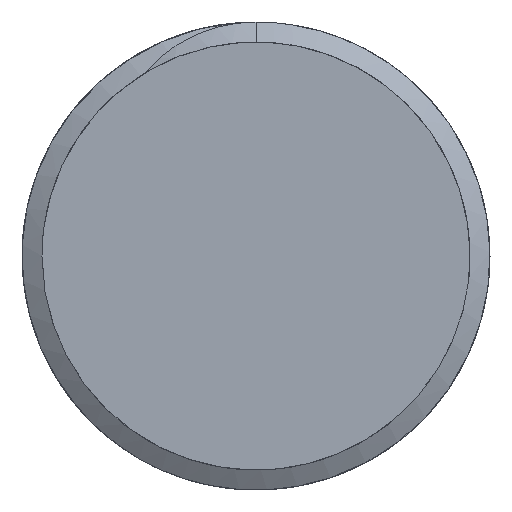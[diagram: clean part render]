
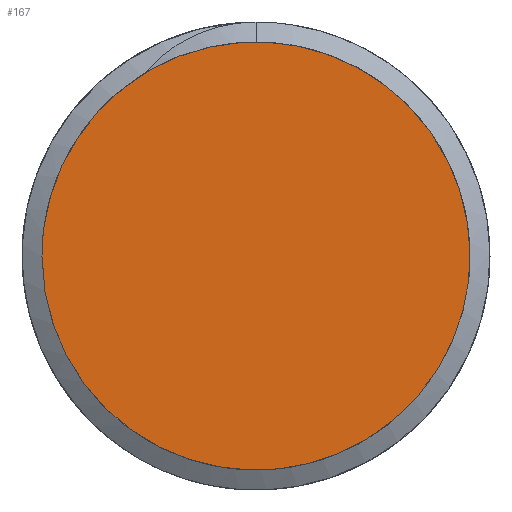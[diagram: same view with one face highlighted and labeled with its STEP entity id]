
A CAD part, left-side view. The second image highlights one B-rep face of the part: STEP entity #167.
In plain terms, the highlighted free-form (B-spline) face has degree [1, 1] with [2, 2] control points.
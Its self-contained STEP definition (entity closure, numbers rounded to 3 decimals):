
#167 = ADVANCED_FACE('',(#168),#186,.T.);
#168 = FACE_BOUND('',#169,.T.);
#169 = EDGE_LOOP('',(#170));
#170 = ORIENTED_EDGE('',*,*,#171,.T.);
#171 = EDGE_CURVE('',#172,#172,#174,.T.);
#172 = VERTEX_POINT('',#173);
#173 = CARTESIAN_POINT('',(0.,8.35,0.));
#174 = SURFACE_CURVE('',#175,(#185,#219),.PCURVE_S1.);
#175 = ( BOUNDED_CURVE() B_SPLINE_CURVE(2,(#176,#177,#178,#179,#180,#181
,#182,#183,#184),.UNSPECIFIED.,.T.,.F.) B_SPLINE_CURVE_WITH_KNOTS((1,2,2
,2,2,2,1),(-0.25,0.,0.25,0.5,0.75,1.,1.25),.UNSPECIFIED.) CURVE() 
GEOMETRIC_REPRESENTATION_ITEM() RATIONAL_B_SPLINE_CURVE((1.,
    0.707,1.,0.707,1.,0.707,1.,0.707
,1.)) REPRESENTATION_ITEM('') );
#176 = CARTESIAN_POINT('',(0.,8.35,0.));
#177 = CARTESIAN_POINT('',(0.,8.35,-8.35));
#178 = CARTESIAN_POINT('',(0.,0.,-8.35));
#179 = CARTESIAN_POINT('',(0.,-8.35,-8.35));
#180 = CARTESIAN_POINT('',(0.,-8.35,0.));
#181 = CARTESIAN_POINT('',(0.,-8.35,8.35));
#182 = CARTESIAN_POINT('',(0.,0.,8.35));
#183 = CARTESIAN_POINT('',(0.,8.35,8.35));
#184 = CARTESIAN_POINT('',(0.,8.35,0.));
#185 = PCURVE('',#186,#191);
#186 = B_SPLINE_SURFACE_WITH_KNOTS('',1,1,(
    (#187,#188)
    ,(#189,#190
    )),.UNSPECIFIED.,.F.,.F.,.F.,(2,2),(2,2),(-1.,2.),(-1.,2.),
  .PIECEWISE_BEZIER_KNOTS.);
#187 = CARTESIAN_POINT('',(0.,-25.05,25.05));
#188 = CARTESIAN_POINT('',(0.,-25.05,-25.05));
#189 = CARTESIAN_POINT('',(0.,25.05,25.05));
#190 = CARTESIAN_POINT('',(0.,25.05,-25.05));
#191 = DEFINITIONAL_REPRESENTATION('',(#192),#218);
#192 = B_SPLINE_CURVE_WITH_KNOTS('',3,(#193,#194,#195,#196,#197,#198,
    #199,#200,#201,#202,#203,#204,#205,#206,#207,#208,#209,#210,#211,
    #212,#213,#214,#215,#216,#217),.UNSPECIFIED.,.T.,.F.,(4,1,1,1,1,1,1,
    1,1,1,1,1,1,1,1,1,1,1,1,1,1,1,4),(0.,0.045,
    0.091,0.136,0.182,0.227,
    0.273,0.318,0.364,0.409,
    0.455,0.5,0.545,0.591,0.636,
    0.682,0.727,0.773,0.818,
    0.864,0.909,0.955,1.),
  .QUASI_UNIFORM_KNOTS.);
#193 = CARTESIAN_POINT('',(1.,0.5));
#194 = CARTESIAN_POINT('',(1.001,0.543));
#195 = CARTESIAN_POINT('',(0.988,0.633));
#196 = CARTESIAN_POINT('',(0.93,0.769));
#197 = CARTESIAN_POINT('',(0.831,0.885));
#198 = CARTESIAN_POINT('',(0.702,0.965));
#199 = CARTESIAN_POINT('',(0.564,1.002));
#200 = CARTESIAN_POINT('',(0.436,1.002));
#201 = CARTESIAN_POINT('',(0.298,0.965));
#202 = CARTESIAN_POINT('',(0.169,0.885));
#203 = CARTESIAN_POINT('',(0.07,0.769));
#204 = CARTESIAN_POINT('',(0.011,0.633));
#205 = CARTESIAN_POINT('',(-0.006,0.5));
#206 = CARTESIAN_POINT('',(0.011,0.367));
#207 = CARTESIAN_POINT('',(0.07,0.231));
#208 = CARTESIAN_POINT('',(0.169,0.115));
#209 = CARTESIAN_POINT('',(0.298,0.035));
#210 = CARTESIAN_POINT('',(0.436,-0.002));
#211 = CARTESIAN_POINT('',(0.564,-0.002));
#212 = CARTESIAN_POINT('',(0.702,0.035));
#213 = CARTESIAN_POINT('',(0.831,0.115));
#214 = CARTESIAN_POINT('',(0.93,0.231));
#215 = CARTESIAN_POINT('',(0.988,0.367));
#216 = CARTESIAN_POINT('',(1.001,0.457));
#217 = CARTESIAN_POINT('',(1.,0.5));
#218 = ( GEOMETRIC_REPRESENTATION_CONTEXT(2) 
PARAMETRIC_REPRESENTATION_CONTEXT() REPRESENTATION_CONTEXT('2D SPACE',''
  ) );
#219 = PCURVE('',#220,#239);
#220 = ( BOUNDED_SURFACE() B_SPLINE_SURFACE(2,1,(
    (#221,#222)
    ,(#223,#224)
    ,(#225,#226)
    ,(#227,#228)
    ,(#229,#230)
    ,(#231,#232)
    ,(#233,#234)
    ,(#235,#236)
,(#237,#238
    )),.UNSPECIFIED.,.T.,.F.,.F.) B_SPLINE_SURFACE_WITH_KNOTS((1,2,2,2,2
    ,2,1),(2,2),(-0.25,0.,0.25,0.5,0.75,1.,1.25),(0.,1.),.UNSPECIFIED.) 
GEOMETRIC_REPRESENTATION_ITEM() RATIONAL_B_SPLINE_SURFACE((
    (1.,1.)
    ,(0.707,0.707)
    ,(1.,1.)
    ,(0.707,0.707)
    ,(1.,1.)
    ,(0.707,0.707)
    ,(1.,1.)
    ,(0.707,0.707)
,(1.,1.))) REPRESENTATION_ITEM('') SURFACE() );
#221 = CARTESIAN_POINT('',(35.,8.35,0.));
#222 = CARTESIAN_POINT('',(0.,8.35,0.)
  );
#223 = CARTESIAN_POINT('',(35.,8.35,-8.35));
#224 = CARTESIAN_POINT('',(0.,8.35,-8.35));
#225 = CARTESIAN_POINT('',(35.,0.,-8.35));
#226 = CARTESIAN_POINT('',(0.,0.,-8.35)
  );
#227 = CARTESIAN_POINT('',(35.,-8.35,-8.35));
#228 = CARTESIAN_POINT('',(0.,-8.35,-8.35));
#229 = CARTESIAN_POINT('',(35.,-8.35,0.));
#230 = CARTESIAN_POINT('',(0.,-8.35,0.)
  );
#231 = CARTESIAN_POINT('',(35.,-8.35,8.35));
#232 = CARTESIAN_POINT('',(0.,-8.35,8.35));
#233 = CARTESIAN_POINT('',(35.,0.,8.35));
#234 = CARTESIAN_POINT('',(0.,0.,8.35));
#235 = CARTESIAN_POINT('',(35.,8.35,8.35));
#236 = CARTESIAN_POINT('',(0.,8.35,8.35));
#237 = CARTESIAN_POINT('',(35.,8.35,0.));
#238 = CARTESIAN_POINT('',(0.,8.35,0.)
  );
#239 = DEFINITIONAL_REPRESENTATION('',(#240),#244);
#240 = LINE('',#241,#242);
#241 = CARTESIAN_POINT('',(0.,1.));
#242 = VECTOR('',#243,1.);
#243 = DIRECTION('',(1.,0.));
#244 = ( GEOMETRIC_REPRESENTATION_CONTEXT(2) 
PARAMETRIC_REPRESENTATION_CONTEXT() REPRESENTATION_CONTEXT('2D SPACE',''
  ) );
